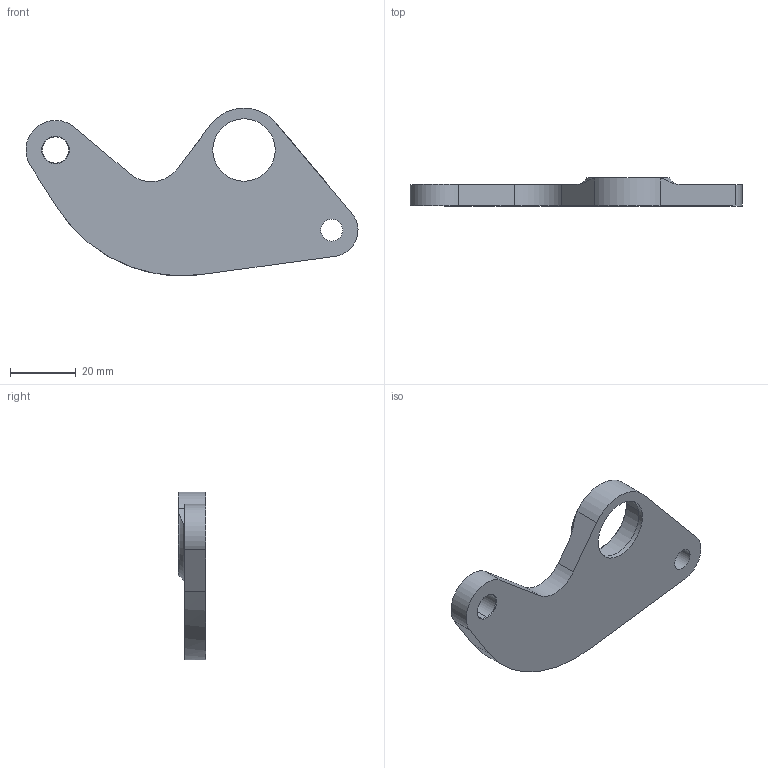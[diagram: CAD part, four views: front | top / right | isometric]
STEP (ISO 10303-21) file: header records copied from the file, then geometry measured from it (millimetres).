
FILE_DESCRIPTION(('CATIA V5 STEP Exchange','CAx-IF Rec.Pracs.--- Model Styling and Organization---1.4--- 2014-01-23','CAx-IF Rec.Pracs.--- Geometric and Assembly Validation Properties ---4.2---2014-10-09','CAx-IF Rec.Pracs.---3D Tessellated Data Validation Properties---0.5---2014-09-14'),'2;1');
FILE_NAME('BASCULEUR G.stp','2022-01-27T15:53:11+00:00',('none'),('none'),'CATIA Version 5-6 Release 2017 SP2 HF63','CATIA V5 STEP AP242 v1','none');
FILE_SCHEMA(('AP242_MANAGED_MODEL_BASED_3D_ENGINEERING_MIM_LF {1 0 10303 442 1 1 4}'));
Length unit declared in the file: millimetre
Products named in the file (1): Symmetry of Basculeur
Bounding box: 101.02 x 8.5 x 51.03 mm (x, y, z)
Volume: 18476.6 mm3; surface area: 8412.3 mm2
Topology: 1 solids, 1 shells, 38 faces, 94 edges, 60 vertices
Faces by surface type: cylinder 15, plane 10, cone 8, torus 5
Entity records: 1182 total; most frequent: CARTESIAN_POINT 249, ORIENTED_EDGE 188, DIRECTION 158, EDGE_CURVE 94, AXIS2_PLACEMENT_3D 87, VERTEX_POINT 60, CIRCLE 52, EDGE_LOOP 46
